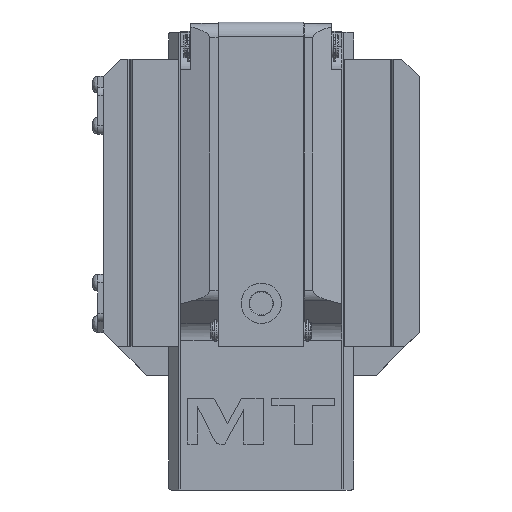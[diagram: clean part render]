
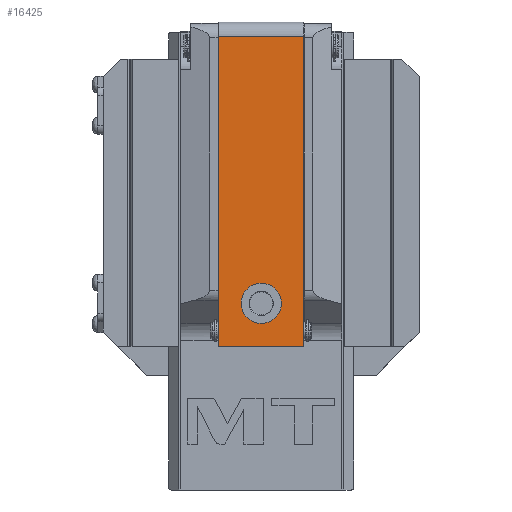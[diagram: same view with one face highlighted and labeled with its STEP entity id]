
A CAD part, left-side view. The second image highlights one B-rep face of the part: STEP entity #16425.
In plain terms, the highlighted planar face has unit normal (-1, 0, 0).
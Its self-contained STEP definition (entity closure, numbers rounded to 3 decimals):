
#3308=DIRECTION('',(0.,0.,1.));
#3309=VECTOR('',#3308,108.);
#3310=CARTESIAN_POINT('',(-136.5,14.85,-40.));
#3311=LINE('',#3310,#3309);
#3418=DIRECTION('',(0.,0.,1.));
#3419=VECTOR('',#3418,108.);
#3420=CARTESIAN_POINT('',(-136.5,-14.85,-40.));
#3421=LINE('',#3420,#3419);
#3838=DIRECTION('',(0.,-1.,0.));
#3839=VECTOR('',#3838,29.7);
#3840=CARTESIAN_POINT('',(-136.5,14.85,68.));
#3841=LINE('',#3840,#3839);
#3842=DIRECTION('',(0.,1.,0.));
#3843=VECTOR('',#3842,29.7);
#3844=CARTESIAN_POINT('',(-136.5,-14.85,-40.));
#3845=LINE('',#3844,#3843);
#3846=CARTESIAN_POINT('',(-136.5,0.,-25.));
#3847=DIRECTION('',(-1.,0.,0.));
#3848=DIRECTION('',(0.,0.,1.));
#3849=AXIS2_PLACEMENT_3D('',#3846,#3847,#3848);
#3851=CARTESIAN_POINT('',(-136.5,0.,-25.));
#3852=DIRECTION('',(-1.,0.,0.));
#3853=DIRECTION('',(0.,0.,-1.));
#3854=AXIS2_PLACEMENT_3D('',#3851,#3852,#3853);
#10514=CARTESIAN_POINT('',(-136.5,-14.85,-40.));
#10515=VERTEX_POINT('',#10514);
#10520=CARTESIAN_POINT('',(-136.5,14.85,-40.));
#10521=VERTEX_POINT('',#10520);
#10523=CARTESIAN_POINT('',(-136.5,-14.85,68.));
#10525=VERTEX_POINT('',#10523);
#10526=CARTESIAN_POINT('',(-136.5,14.85,68.));
#10527=VERTEX_POINT('',#10526);
#10716=CARTESIAN_POINT('',(-136.5,0.,-18.));
#10717=CARTESIAN_POINT('',(-136.5,0.,-32.));
#10718=VERTEX_POINT('',#10716);
#10719=VERTEX_POINT('',#10717);
#16407=CARTESIAN_POINT('',(-136.5,-14.85,-40.));
#16408=DIRECTION('',(-1.,0.,0.));
#16409=DIRECTION('',(0.,0.,1.));
#16410=AXIS2_PLACEMENT_3D('',#16407,#16408,#16409);
#16411=PLANE('',#16410);
#16412=ORIENTED_EDGE('',*,*,#16400,.T.);
#16413=ORIENTED_EDGE('',*,*,#15892,.F.);
#16415=ORIENTED_EDGE('',*,*,#16414,.T.);
#16416=ORIENTED_EDGE('',*,*,#15799,.T.);
#16417=EDGE_LOOP('',(#16412,#16413,#16415,#16416));
#16418=FACE_OUTER_BOUND('',#16417,.F.);
#16420=ORIENTED_EDGE('',*,*,#16419,.T.);
#16422=ORIENTED_EDGE('',*,*,#16421,.T.);
#16423=EDGE_LOOP('',(#16420,#16422));
#16424=FACE_BOUND('',#16423,.F.);
#16425=ADVANCED_FACE('',(#16418,#16424),#16411,.T.);
#3850=CIRCLE('',#3849,7.);
#3855=CIRCLE('',#3854,7.);
#15799=EDGE_CURVE('',#10521,#10527,#3311,.T.);
#15892=EDGE_CURVE('',#10515,#10525,#3421,.T.);
#16400=EDGE_CURVE('',#10527,#10525,#3841,.T.);
#16414=EDGE_CURVE('',#10515,#10521,#3845,.T.);
#16419=EDGE_CURVE('',#10718,#10719,#3850,.T.);
#16421=EDGE_CURVE('',#10719,#10718,#3855,.T.);
